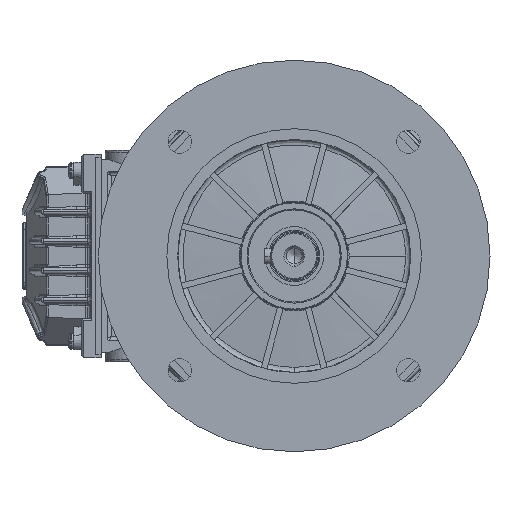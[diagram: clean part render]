
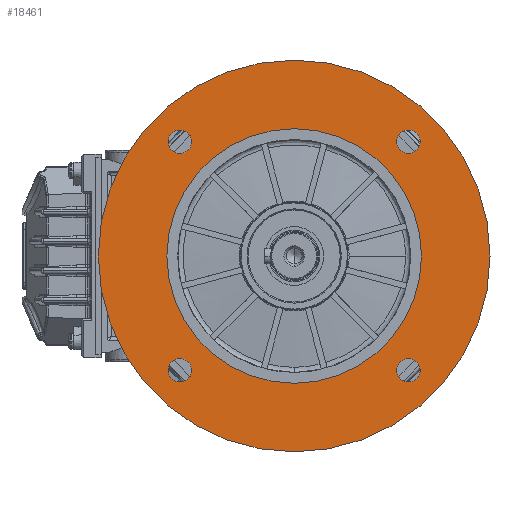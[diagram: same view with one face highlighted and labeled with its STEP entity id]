
A CAD part, left-side view. The second image highlights one B-rep face of the part: STEP entity #18461.
In plain terms, the highlighted planar face has unit normal (-1, 0, 0).
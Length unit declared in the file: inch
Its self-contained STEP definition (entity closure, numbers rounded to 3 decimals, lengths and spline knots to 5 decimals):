
#1394 = CARTESIAN_POINT ( 'NONE',  ( -4.66535, 0., 3.93701 ) ) ;
#5723 = CARTESIAN_POINT ( 'NONE',  ( -4.66535, 2.29671, 2.06048 ) ) ;
#6385 = DIRECTION ( 'NONE',  ( 1., 0., 0. ) ) ;
#6551 = CARTESIAN_POINT ( 'NONE',  ( -4.66535, 2.29671, 2.29671 ) ) ;
#7142 = CIRCLE ( 'NONE', #145148, 0.23622 ) ;
#10001 = ORIENTED_EDGE ( 'NONE', *, *, #49301, .T. ) ;
#12916 = VERTEX_POINT ( 'NONE', #107695 ) ;
#14138 = VERTEX_POINT ( 'NONE', #97714 ) ;
#15691 = CARTESIAN_POINT ( 'NONE',  ( -4.66535, 0., 0. ) ) ;
#17195 = ORIENTED_EDGE ( 'NONE', *, *, #47426, .T. ) ;
#18143 = CARTESIAN_POINT ( 'NONE',  ( -4.66535, 2.29671, -2.06048 ) ) ;
#18461 = ADVANCED_FACE ( 'NONE', ( #137488, #123365, #161627, #62697, #148324, #125835 ), #87683, .T. ) ;
#22266 = CIRCLE ( 'NONE', #30212, 2.55906 ) ;
#23240 = CIRCLE ( 'NONE', #150660, 0.23622 ) ;
#23867 = EDGE_LOOP ( 'NONE', ( #160047, #17195 ) ) ;
#24762 = CIRCLE ( 'NONE', #117582, 2.55906 ) ;
#30212 = AXIS2_PLACEMENT_3D ( 'NONE', #89454, #90261, #100295 ) ;
#35832 = CIRCLE ( 'NONE', #38423, 0.23622 ) ;
#37123 = CARTESIAN_POINT ( 'NONE',  ( -4.66535, -2.29671, -2.53293 ) ) ;
#38423 = AXIS2_PLACEMENT_3D ( 'NONE', #133515, #6385, #69573 ) ;
#46147 = DIRECTION ( 'NONE',  ( 0., 0., -1. ) ) ;
#47426 = EDGE_CURVE ( 'NONE', #111293, #161603, #23240, .T. ) ;
#47799 = DIRECTION ( 'NONE',  ( -1., 0., 0. ) ) ;
#48117 = ORIENTED_EDGE ( 'NONE', *, *, #117544, .T. ) ;
#49301 = EDGE_CURVE ( 'NONE', #14138, #141686, #116319, .T. ) ;
#49387 = CARTESIAN_POINT ( 'NONE',  ( -4.66535, -2.29671, 2.53293 ) ) ;
#51357 = DIRECTION ( 'NONE',  ( -1., 0., 0. ) ) ;
#51385 = DIRECTION ( 'NONE',  ( 1., 0., 0. ) ) ;
#51453 = CIRCLE ( 'NONE', #107188, 0.23622 ) ;
#52319 = DIRECTION ( 'NONE',  ( 1., 0., 0. ) ) ;
#53901 = DIRECTION ( 'NONE',  ( 1., 0., 0. ) ) ;
#54538 = AXIS2_PLACEMENT_3D ( 'NONE', #71070, #59399, #46147 ) ;
#57117 = CARTESIAN_POINT ( 'NONE',  ( -4.66535, -2.29671, 2.29671 ) ) ;
#58732 = AXIS2_PLACEMENT_3D ( 'NONE', #75944, #139039, #76747 ) ;
#59399 = DIRECTION ( 'NONE',  ( -1., 0., 0. ) ) ;
#61047 = CARTESIAN_POINT ( 'NONE',  ( -4.66535, 0., -2.55906 ) ) ;
#62697 = FACE_BOUND ( 'NONE', #71099, .T. ) ;
#63458 = ORIENTED_EDGE ( 'NONE', *, *, #65459, .T. ) ;
#65459 = EDGE_CURVE ( 'NONE', #141686, #14138, #7142, .T. ) ;
#65810 = EDGE_LOOP ( 'NONE', ( #48117, #161178 ) ) ;
#67418 = DIRECTION ( 'NONE',  ( 0., 0., -1. ) ) ;
#67715 = CARTESIAN_POINT ( 'NONE',  ( -4.66535, -2.29671, 2.06048 ) ) ;
#69516 = DIRECTION ( 'NONE',  ( 0., 0., -1. ) ) ;
#69573 = DIRECTION ( 'NONE',  ( 0., 0., -1. ) ) ;
#70401 = DIRECTION ( 'NONE',  ( 0., 0., -1. ) ) ;
#71070 = CARTESIAN_POINT ( 'NONE',  ( -4.66535, 0., 0. ) ) ;
#71099 = EDGE_LOOP ( 'NONE', ( #63458, #10001 ) ) ;
#72662 = ORIENTED_EDGE ( 'NONE', *, *, #114901, .T. ) ;
#75944 = CARTESIAN_POINT ( 'NONE',  ( -4.66535, 2.29671, -2.29671 ) ) ;
#76246 = CARTESIAN_POINT ( 'NONE',  ( -4.66535, 2.29671, 2.53293 ) ) ;
#76747 = DIRECTION ( 'NONE',  ( 0., 0., -1. ) ) ;
#77704 = EDGE_CURVE ( 'NONE', #12916, #111055, #24762, .T. ) ;
#86415 = VERTEX_POINT ( 'NONE', #49387 ) ;
#86628 = EDGE_CURVE ( 'NONE', #101644, #162473, #159580, .T. ) ;
#87044 = AXIS2_PLACEMENT_3D ( 'NONE', #130183, #51357, #69516 ) ;
#87683 = PLANE ( 'NONE',  #133955 ) ;
#88872 = DIRECTION ( 'NONE',  ( 0., 0., -1. ) ) ;
#89454 = CARTESIAN_POINT ( 'NONE',  ( -4.66535, 0., 0. ) ) ;
#90261 = DIRECTION ( 'NONE',  ( 1., 0., 0. ) ) ;
#90513 = CARTESIAN_POINT ( 'NONE',  ( -4.66535, -2.29671, -2.29671 ) ) ;
#91555 = CIRCLE ( 'NONE', #155216, 0.23622 ) ;
#96441 = ORIENTED_EDGE ( 'NONE', *, *, #77704, .T. ) ;
#97714 = CARTESIAN_POINT ( 'NONE',  ( -4.66535, -2.29671, -2.06048 ) ) ;
#97910 = CIRCLE ( 'NONE', #143084, 0.23622 ) ;
#100295 = DIRECTION ( 'NONE',  ( 0., 0., -1. ) ) ;
#101644 = VERTEX_POINT ( 'NONE', #18143 ) ;
#102070 = EDGE_CURVE ( 'NONE', #161603, #111293, #51453, .T. ) ;
#102740 = DIRECTION ( 'NONE',  ( 1., 0., 0. ) ) ;
#102769 = VERTEX_POINT ( 'NONE', #1394 ) ;
#103002 = DIRECTION ( 'NONE',  ( 0., 0., -1. ) ) ;
#103554 = CARTESIAN_POINT ( 'NONE',  ( -4.66535, -2.29671, -2.29671 ) ) ;
#104927 = CIRCLE ( 'NONE', #54538, 3.93701 ) ;
#106338 = EDGE_CURVE ( 'NONE', #162473, #101644, #35832, .T. ) ;
#106371 = EDGE_CURVE ( 'NONE', #86415, #152183, #91555, .T. ) ;
#107188 = AXIS2_PLACEMENT_3D ( 'NONE', #108920, #143877, #67418 ) ;
#107695 = CARTESIAN_POINT ( 'NONE',  ( -4.66535, 0., -2.55906 ) ) ;
#107809 = DIRECTION ( 'NONE',  ( 1., 0., 0. ) ) ;
#108920 = CARTESIAN_POINT ( 'NONE',  ( -4.66535, 2.29671, 2.29671 ) ) ;
#111055 = VERTEX_POINT ( 'NONE', #119901 ) ;
#111293 = VERTEX_POINT ( 'NONE', #76246 ) ;
#111857 = CARTESIAN_POINT ( 'NONE',  ( -4.66535, -2.29671, 2.29671 ) ) ;
#114901 = EDGE_CURVE ( 'NONE', #127114, #102769, #158650, .T. ) ;
#116319 = CIRCLE ( 'NONE', #164033, 0.23622 ) ;
#117457 = CARTESIAN_POINT ( 'NONE',  ( -4.66535, 2.29671, -2.53293 ) ) ;
#117544 = EDGE_CURVE ( 'NONE', #152183, #86415, #97910, .T. ) ;
#117582 = AXIS2_PLACEMENT_3D ( 'NONE', #15691, #52319, #103002 ) ;
#119901 = CARTESIAN_POINT ( 'NONE',  ( -4.66535, 0., 2.55906 ) ) ;
#122847 = EDGE_LOOP ( 'NONE', ( #96441, #124205 ) ) ;
#123365 = FACE_BOUND ( 'NONE', #122847, .T. ) ;
#124205 = ORIENTED_EDGE ( 'NONE', *, *, #152704, .T. ) ;
#125738 = EDGE_LOOP ( 'NONE', ( #72662, #163603 ) ) ;
#125835 = FACE_BOUND ( 'NONE', #23867, .T. ) ;
#127114 = VERTEX_POINT ( 'NONE', #158141 ) ;
#130183 = CARTESIAN_POINT ( 'NONE',  ( -4.66535, 0., 0. ) ) ;
#131713 = DIRECTION ( 'NONE',  ( 0., 0., -1. ) ) ;
#133515 = CARTESIAN_POINT ( 'NONE',  ( -4.66535, 2.29671, -2.29671 ) ) ;
#133955 = AXIS2_PLACEMENT_3D ( 'NONE', #61047, #47799, #138302 ) ;
#137488 = FACE_OUTER_BOUND ( 'NONE', #125738, .T. ) ;
#138302 = DIRECTION ( 'NONE',  ( 0., 0., 1. ) ) ;
#139039 = DIRECTION ( 'NONE',  ( 1., 0., 0. ) ) ;
#141686 = VERTEX_POINT ( 'NONE', #37123 ) ;
#143084 = AXIS2_PLACEMENT_3D ( 'NONE', #111857, #161725, #163370 ) ;
#143877 = DIRECTION ( 'NONE',  ( 1., 0., 0. ) ) ;
#145148 = AXIS2_PLACEMENT_3D ( 'NONE', #90513, #53901, #88872 ) ;
#146818 = ORIENTED_EDGE ( 'NONE', *, *, #86628, .T. ) ;
#148324 = FACE_BOUND ( 'NONE', #152089, .T. ) ;
#150660 = AXIS2_PLACEMENT_3D ( 'NONE', #6551, #51385, #151121 ) ;
#151121 = DIRECTION ( 'NONE',  ( 0., 0., -1. ) ) ;
#152089 = EDGE_LOOP ( 'NONE', ( #159714, #146818 ) ) ;
#152183 = VERTEX_POINT ( 'NONE', #67715 ) ;
#152704 = EDGE_CURVE ( 'NONE', #111055, #12916, #22266, .T. ) ;
#155216 = AXIS2_PLACEMENT_3D ( 'NONE', #57117, #107809, #70401 ) ;
#156798 = EDGE_CURVE ( 'NONE', #102769, #127114, #104927, .T. ) ;
#158141 = CARTESIAN_POINT ( 'NONE',  ( -4.66535, 0., -3.93701 ) ) ;
#158650 = CIRCLE ( 'NONE', #87044, 3.93701 ) ;
#159580 = CIRCLE ( 'NONE', #58732, 0.23622 ) ;
#159714 = ORIENTED_EDGE ( 'NONE', *, *, #106338, .T. ) ;
#160047 = ORIENTED_EDGE ( 'NONE', *, *, #102070, .T. ) ;
#161178 = ORIENTED_EDGE ( 'NONE', *, *, #106371, .T. ) ;
#161603 = VERTEX_POINT ( 'NONE', #5723 ) ;
#161627 = FACE_BOUND ( 'NONE', #65810, .T. ) ;
#161725 = DIRECTION ( 'NONE',  ( 1., 0., 0. ) ) ;
#162473 = VERTEX_POINT ( 'NONE', #117457 ) ;
#163370 = DIRECTION ( 'NONE',  ( 0., 0., -1. ) ) ;
#163603 = ORIENTED_EDGE ( 'NONE', *, *, #156798, .T. ) ;
#164033 = AXIS2_PLACEMENT_3D ( 'NONE', #103554, #102740, #131713 ) ;
